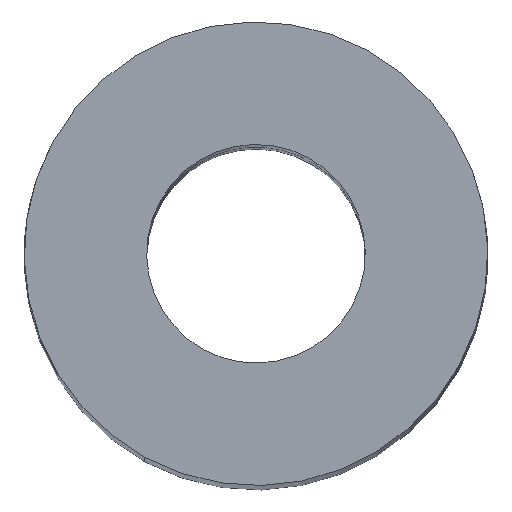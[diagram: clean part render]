
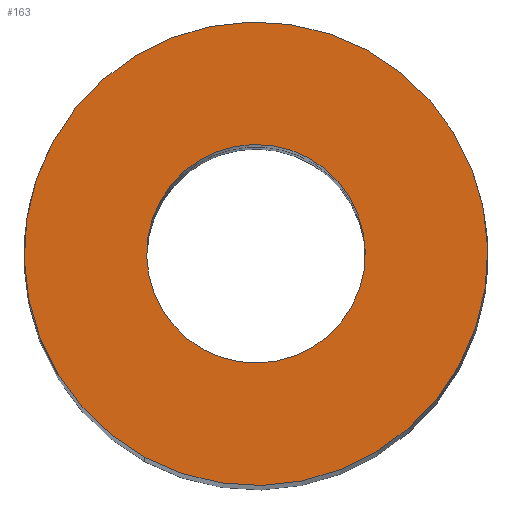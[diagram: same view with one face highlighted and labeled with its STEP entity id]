
A CAD part, top view. The second image highlights one B-rep face of the part: STEP entity #163.
In plain terms, the highlighted planar face has unit normal (0, 0, 1).
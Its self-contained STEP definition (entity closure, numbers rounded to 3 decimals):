
#122=CARTESIAN_POINT('Axis2P3D Location',(0.,0.,0.)) ;
#127=CARTESIAN_POINT('Axis2P3D Location',(0.,0.,0.)) ;
#131=CARTESIAN_POINT('Vertex',(1.678,3.072,0.)) ;
#133=CARTESIAN_POINT('Vertex',(-1.678,-3.072,0.)) ;
#136=CARTESIAN_POINT('Axis2P3D Location',(0.,0.,0.)) ;
#145=CARTESIAN_POINT('Axis2P3D Location',(0.,0.,0.)) ;
#149=CARTESIAN_POINT('Vertex',(-1.448,0.791,0.)) ;
#151=CARTESIAN_POINT('Vertex',(1.448,-0.791,0.)) ;
#154=CARTESIAN_POINT('Axis2P3D Location',(0.,0.,0.)) ;
#123=DIRECTION('Axis2P3D Direction',(0.,0.,-1.)) ;
#124=DIRECTION('Axis2P3D XDirection',(1.,0.,0.)) ;
#128=DIRECTION('Axis2P3D Direction',(0.,0.,-1.)) ;
#137=DIRECTION('Axis2P3D Direction',(0.,0.,-1.)) ;
#146=DIRECTION('Axis2P3D Direction',(0.,0.,-1.)) ;
#155=DIRECTION('Axis2P3D Direction',(0.,0.,-1.)) ;
#125=AXIS2_PLACEMENT_3D('Plane Axis2P3D',#122,#123,#124) ;
#129=AXIS2_PLACEMENT_3D('Circle Axis2P3D',#127,#128,$) ;
#138=AXIS2_PLACEMENT_3D('Circle Axis2P3D',#136,#137,$) ;
#147=AXIS2_PLACEMENT_3D('Circle Axis2P3D',#145,#146,$) ;
#156=AXIS2_PLACEMENT_3D('Circle Axis2P3D',#154,#155,$) ;
#142=ORIENTED_EDGE('',*,*,#135,.F.) ;
#143=ORIENTED_EDGE('',*,*,#140,.F.) ;
#160=ORIENTED_EDGE('',*,*,#153,.T.) ;
#161=ORIENTED_EDGE('',*,*,#158,.T.) ;
#162=FACE_BOUND('',#159,.T.) ;
#163=ADVANCED_FACE('Corps principal',(#144,#162),#126,.F.) ;
#130=CIRCLE('generated circle',#129,3.5) ;
#139=CIRCLE('generated circle',#138,3.5) ;
#148=CIRCLE('generated circle',#147,1.65) ;
#157=CIRCLE('generated circle',#156,1.65) ;
#135=EDGE_CURVE('',#132,#134,#130,.T.) ;
#140=EDGE_CURVE('',#134,#132,#139,.T.) ;
#153=EDGE_CURVE('',#150,#152,#148,.T.) ;
#158=EDGE_CURVE('',#152,#150,#157,.T.) ;
#141=EDGE_LOOP('',(#142,#143)) ;
#159=EDGE_LOOP('',(#160,#161)) ;
#144=FACE_OUTER_BOUND('',#141,.T.) ;
#126=PLANE('',#125) ;
#132=VERTEX_POINT('',#131) ;
#134=VERTEX_POINT('',#133) ;
#150=VERTEX_POINT('',#149) ;
#152=VERTEX_POINT('',#151) ;
